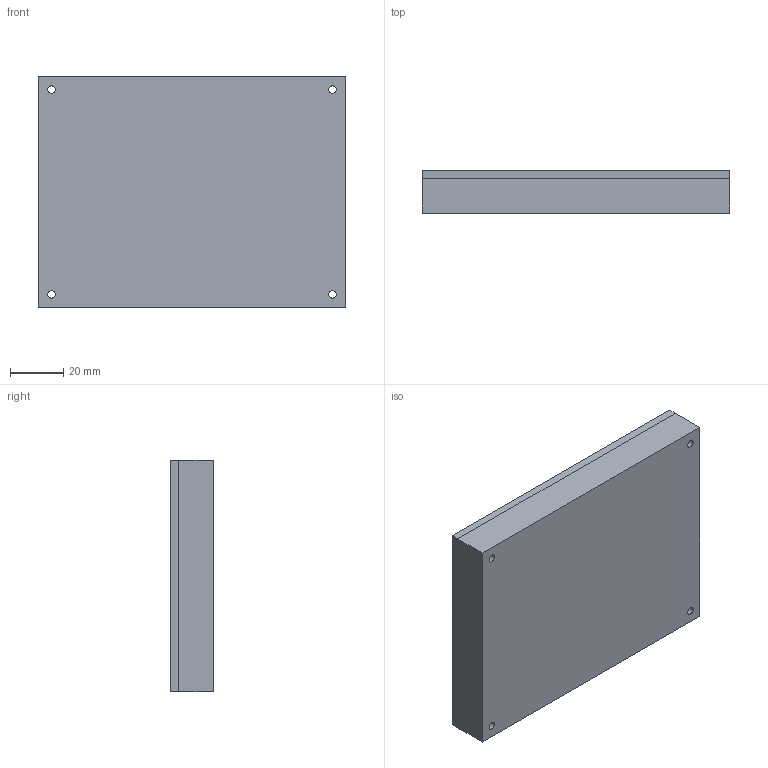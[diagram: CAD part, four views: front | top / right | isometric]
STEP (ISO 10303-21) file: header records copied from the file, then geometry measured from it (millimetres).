
FILE_DESCRIPTION(/* description */ ('','CAx-IF Rec.Pracs.---Representation and Presentation of Product Manufacturing Information (PMI)---4.0---2014-10-13'),/* implementation_level */ '2;1');
FILE_NAME(/* name */ 'Macropad v3.step',/* time_stamp */ '2025-02-13T20:04:04Z',/* author */ (''),/* organization */ (''),/* preprocessor_version */ 'ST-DEVELOPER v20',/* originating_system */ 'Autodesk Translation Framework v13.20.0.188',/* authorisation */ '');
FILE_SCHEMA (('AP242_MANAGED_MODEL_BASED_3D_ENGINEERING_MIM_LF { 1 0 10303 442 1 1 4 }'));
Length unit declared in the file: millimetre
Products named in the file (1): Macropad
Bounding box: 115.25 x 16 x 86.67 mm (x, y, z)
Volume: 89125.3 mm3; surface area: 48350.7 mm2
Topology: 2 solids, 2 shells, 106 faces, 300 edges, 200 vertices
Faces by surface type: plane 62, cylinder 44
Full cylindrical faces by diameter (mm): 2.9 x8
Entity records: 3556 total; most frequent: CARTESIAN_POINT 607, DIRECTION 602, ORIENTED_EDGE 600, EDGE_CURVE 300, LINE 212, VECTOR 212, VERTEX_POINT 200, AXIS2_PLACEMENT_3D 195
